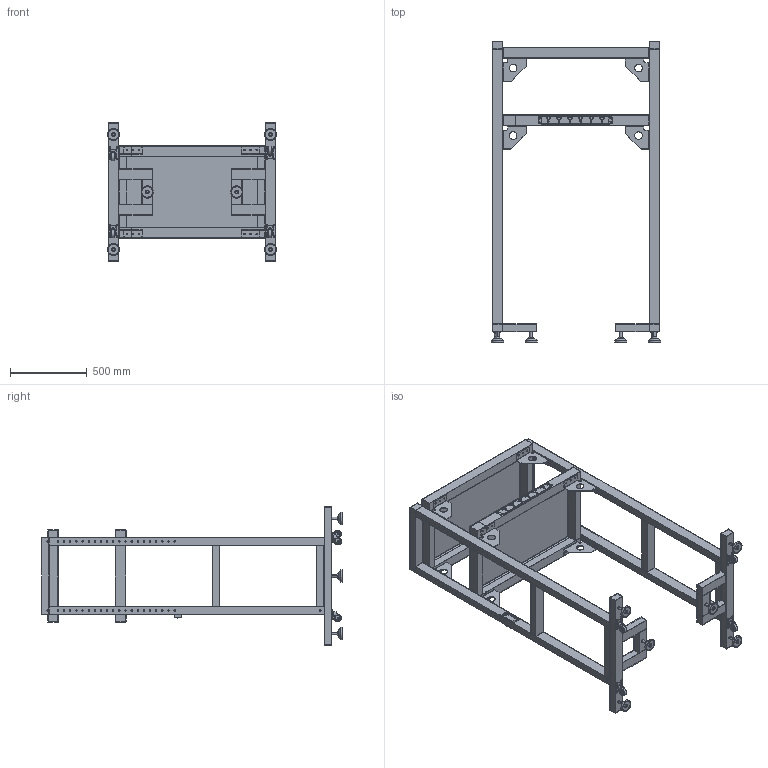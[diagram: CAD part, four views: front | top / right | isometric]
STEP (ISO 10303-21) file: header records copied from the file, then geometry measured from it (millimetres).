
FILE_DESCRIPTION (( 'STEP AP203' ), '1' );
FILE_NAME ('516201.STEP', '2025-07-02T08:58:58', ( '' ), ( '' ), 'SwSTEP 2.0', 'SolidWorks 2020', '' );
FILE_SCHEMA (( 'CONFIG_CONTROL_DESIGN' ));
Length unit declared in the file: millimetre
Products named in the file (1): 516201
Bounding box: 1103.93 x 1961.5 x 900 mm (x, y, z)
Volume: 15873917.4 mm3; surface area: 11282893.8 mm2
Topology: 52 solids, 52 shells, 2105 faces, 5412 edges, 3512 vertices
Faces by surface type: plane 1097, cylinder 940, torus 48, cone 12, bspline 8
Entity records: 65581 total; most frequent: DIRECTION 11524, CARTESIAN_POINT 11454, ORIENTED_EDGE 10824, EDGE_CURVE 5412, AXIS2_PLACEMENT_3D 4062, VERTEX_POINT 3512, LINE 3400, VECTOR 3400
